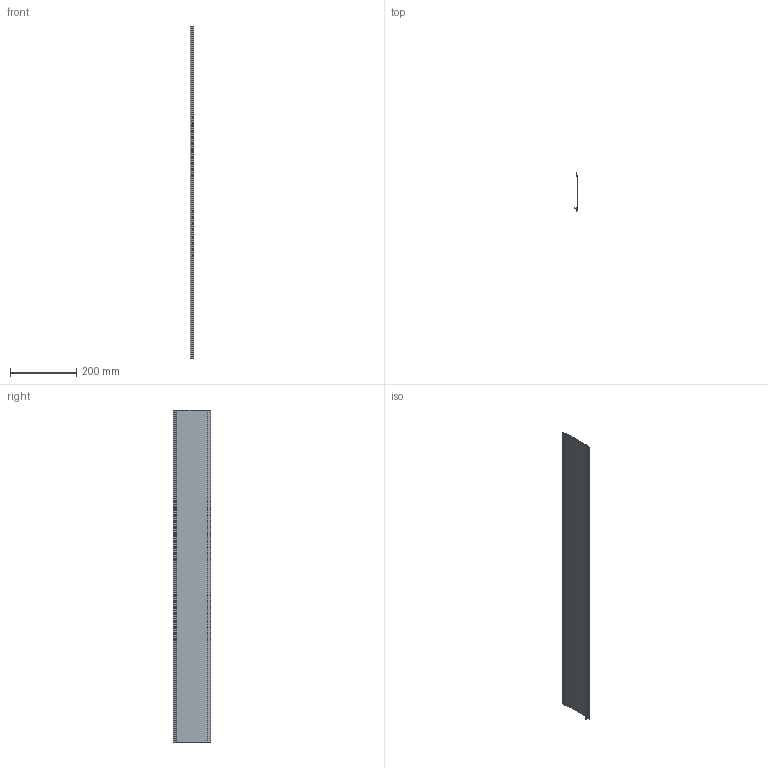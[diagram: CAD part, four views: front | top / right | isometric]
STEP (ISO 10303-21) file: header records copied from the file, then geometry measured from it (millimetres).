
FILE_DESCRIPTION(/* description */ (''),/* implementation_level */ '2;1');
FILE_NAME(/* name */ '10161_KriTec_Kabelkanal_Wandprofil_120.stp',/* time_stamp */ '2015-07-13T10:26:09+02:00',/* author */ ('kostic'),/* organization */ (''),/* preprocessor_version */ 'ST-DEVELOPER v15.2',/* originating_system */ 'Autodesk Inventor 2014',/* authorisation */ '');
FILE_SCHEMA (('CONFIG_CONTROL_DESIGN'));
Length unit declared in the file: millimetre
Products named in the file (1): 10161_KriTec_Kabelkanal_Wandprofil_120
Bounding box: 12 x 114 x 1000 mm (x, y, z)
Volume: 303699.1 mm3; surface area: 254953.1 mm2
Topology: 1 solids, 1 shells, 62 faces, 180 edges, 120 vertices
Faces by surface type: plane 42, cylinder 20
Entity records: 2068 total; most frequent: CARTESIAN_POINT 363, ORIENTED_EDGE 360, DIRECTION 346, EDGE_CURVE 180, LINE 140, VECTOR 140, VERTEX_POINT 120, AXIS2_PLACEMENT_3D 103
